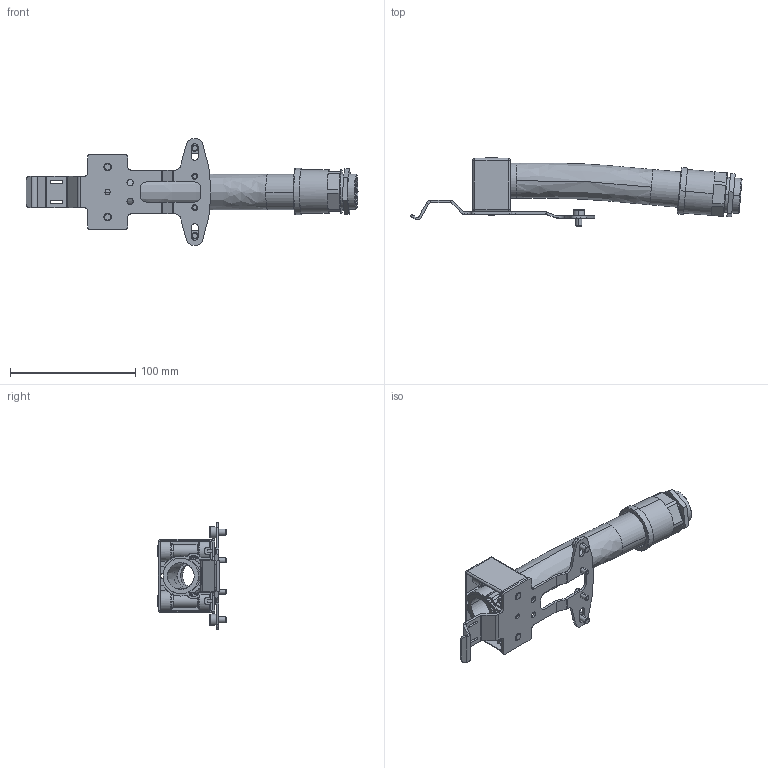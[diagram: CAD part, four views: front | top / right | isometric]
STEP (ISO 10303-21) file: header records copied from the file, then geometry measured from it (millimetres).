
FILE_DESCRIPTION (( 'STEP AP214' ), '1' );
FILE_NAME ('P2409.STEP', '2021-11-04T13:58:47', ( '' ), ( '' ), 'SwSTEP 2.0', 'SolidWorks 2019', '' );
FILE_SCHEMA (( 'AUTOMOTIVE_DESIGN' ));
Length unit declared in the file: millimetre
Products named in the file (1): P2409
Bounding box: 265.56 x 54.4 x 85 mm (x, y, z)
Volume: 100687.3 mm3; surface area: 81908.5 mm2
Topology: 15 solids, 15 shells, 666 faces, 1700 edges, 1094 vertices
Faces by surface type: plane 306, cylinder 284, bspline 30, torus 24, cone 22
Entity records: 31666 total; most frequent: CARTESIAN_POINT 7798, DIRECTION 3468, ORIENTED_EDGE 3400, EDGE_CURVE 1700, AXIS2_PLACEMENT_3D 1275, VERTEX_POINT 1094, LINE 918, VECTOR 918
